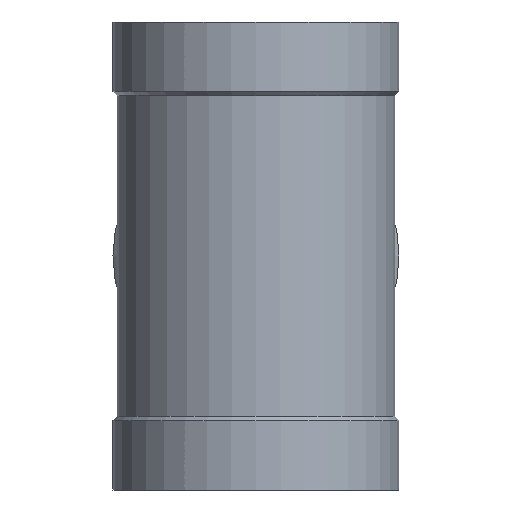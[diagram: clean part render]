
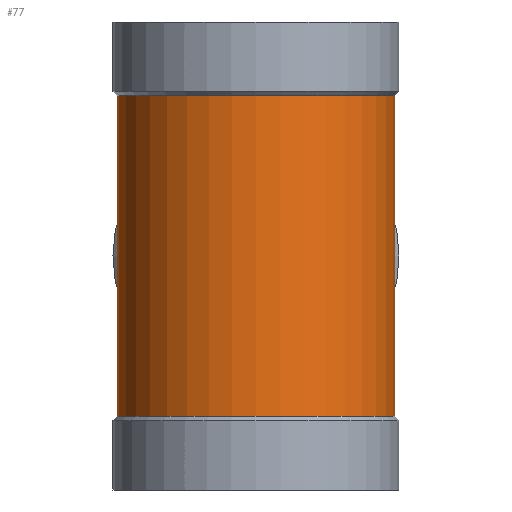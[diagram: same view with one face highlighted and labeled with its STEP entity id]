
A CAD part, left-side view. The second image highlights one B-rep face of the part: STEP entity #77.
In plain terms, the highlighted cylindrical face has radius 80 mm (diameter 160 mm), a full revolution.
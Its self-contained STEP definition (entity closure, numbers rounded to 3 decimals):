
#77 = ADVANCED_FACE( '', ( #166, #167, #168 ), #169, .T. );
#166 = FACE_OUTER_BOUND( '', #251, .T. );
#167 = FACE_BOUND( '', #252, .T. );
#168 = FACE_OUTER_BOUND( '', #253, .T. );
#169 = CYLINDRICAL_SURFACE( '', #254, 80. );
#251 = EDGE_LOOP( '', ( #366 ) );
#252 = EDGE_LOOP( '', ( #367, #368 ) );
#253 = EDGE_LOOP( '', ( #369 ) );
#254 = AXIS2_PLACEMENT_3D( '', #370, #371, #372 );
#366 = ORIENTED_EDGE( '', *, *, #400, .T. );
#367 = ORIENTED_EDGE( '', *, *, #386, .F. );
#368 = ORIENTED_EDGE( '', *, *, #387, .F. );
#369 = ORIENTED_EDGE( '', *, *, #419, .F. );
#370 = CARTESIAN_POINT( '', ( 0., 0., -135. ) );
#371 = DIRECTION( '', ( 0., 0., 1. ) );
#372 = DIRECTION( '', ( -1., 0., 0. ) );
#386 = EDGE_CURVE( '', #430, #431, #432, .T. );
#387 = EDGE_CURVE( '', #431, #430, #433, .F. );
#400 = EDGE_CURVE( '', #452, #452, #453, .T. );
#419 = EDGE_CURVE( '', #481, #481, #482, .T. );
#430 = VERTEX_POINT( '', #493 );
#431 = VERTEX_POINT( '', #494 );
#432 = ELLIPSE( '', #495, 113.137, 80. );
#433 = ELLIPSE( '', #496, 113.137, 80. );
#452 = VERTEX_POINT( '', #515 );
#453 = CIRCLE( '', #516, 80. );
#481 = VERTEX_POINT( '', #544 );
#482 = CIRCLE( '', #545, 80. );
#493 = CARTESIAN_POINT( '', ( 0., 80., 0. ) );
#494 = CARTESIAN_POINT( '', ( 0., -80., 0. ) );
#495 = AXIS2_PLACEMENT_3D( '', #557, #558, #559 );
#496 = AXIS2_PLACEMENT_3D( '', #560, #561, #562 );
#515 = CARTESIAN_POINT( '', ( -80., 0., 92.5 ) );
#516 = AXIS2_PLACEMENT_3D( '', #581, #582, #583 );
#544 = CARTESIAN_POINT( '', ( -80., 0., -92.5 ) );
#545 = AXIS2_PLACEMENT_3D( '', #611, #612, #613 );
#557 = CARTESIAN_POINT( '', ( 0., 0., 0. ) );
#558 = DIRECTION( '', ( 0.707, 0., -0.707 ) );
#559 = DIRECTION( '', ( -0.707, 0., -0.707 ) );
#560 = CARTESIAN_POINT( '', ( 0., 0., 0. ) );
#561 = DIRECTION( '', ( -0.707, 0., -0.707 ) );
#562 = DIRECTION( '', ( 0.707, 0., -0.707 ) );
#581 = CARTESIAN_POINT( '', ( 0., 0., 92.5 ) );
#582 = DIRECTION( '', ( 0., 0., -1. ) );
#583 = DIRECTION( '', ( -1., 0., 0. ) );
#611 = CARTESIAN_POINT( '', ( 0., 0., -92.5 ) );
#612 = DIRECTION( '', ( 0., 0., -1. ) );
#613 = DIRECTION( '', ( -1., 0., 0. ) );
